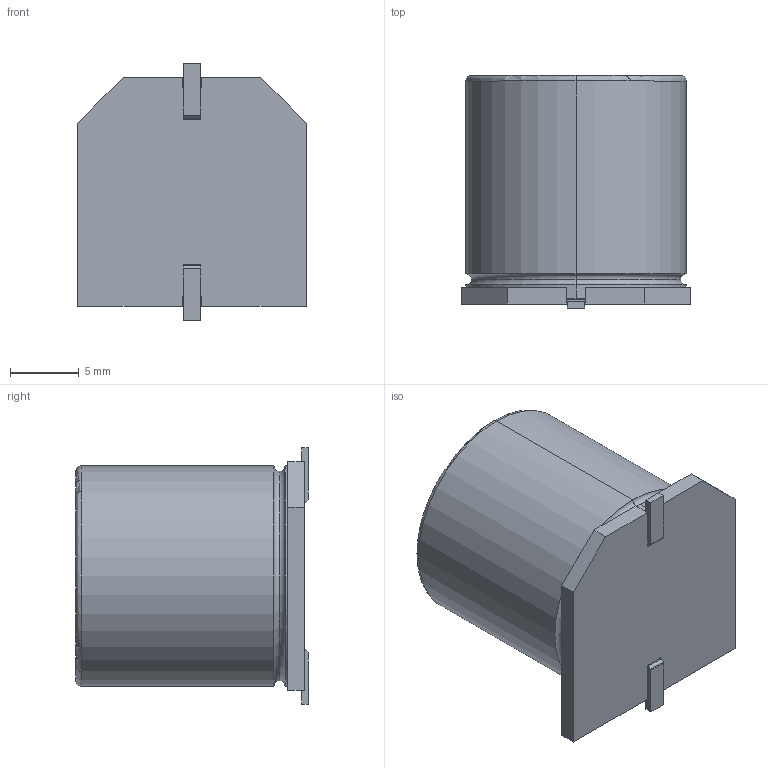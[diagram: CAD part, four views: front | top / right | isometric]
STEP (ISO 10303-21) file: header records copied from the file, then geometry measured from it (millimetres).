
FILE_DESCRIPTION (( 'STEP AP214' ), '1' );
FILE_NAME ('vishay 1616.STEP', '2021-07-25T07:47:52', ( '' ), ( '' ), 'SwSTEP 2.0', 'SolidWorks 2019', '' );
FILE_SCHEMA (( 'AUTOMOTIVE_DESIGN' ));
Length unit declared in the file: millimetre
Products named in the file (1): vishay 1616
Bounding box: 16.6 x 16.91 x 18.6 mm (x, y, z)
Volume: 3380.5 mm3; surface area: 1887.8 mm2
Topology: 2 solids, 2 shells, 54 faces, 139 edges, 89 vertices
Faces by surface type: plane 36, cylinder 12, torus 6
Entity records: 2266 total; most frequent: DIRECTION 283, CARTESIAN_POINT 283, ORIENTED_EDGE 278, EDGE_CURVE 139, LINE 105, VECTOR 105, VERTEX_POINT 89, AXIS2_PLACEMENT_3D 89
